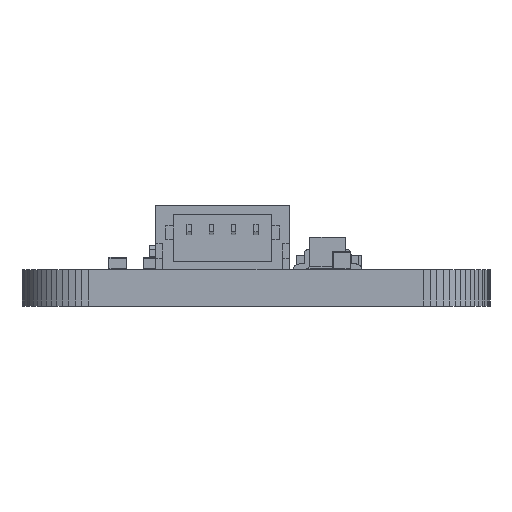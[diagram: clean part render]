
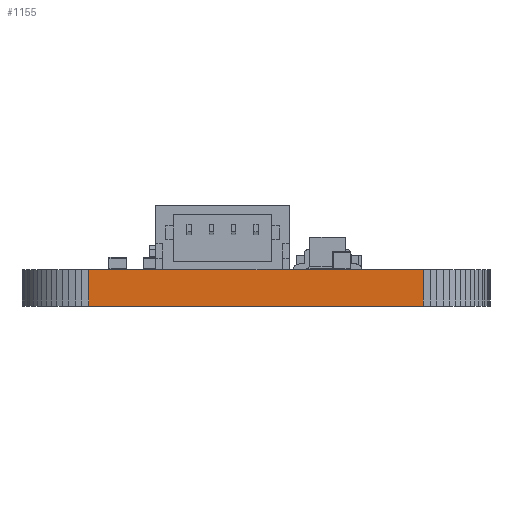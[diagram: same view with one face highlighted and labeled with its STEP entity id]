
A CAD part, left-side view. The second image highlights one B-rep face of the part: STEP entity #1155.
In plain terms, the highlighted planar face has unit normal (-1, 0, 0).
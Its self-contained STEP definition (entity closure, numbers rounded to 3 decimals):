
#1099 = VERTEX_POINT('',#1100);
#1100 = CARTESIAN_POINT('',(-1.,-3.,0.82));
#1106 = EDGE_CURVE('',#1107,#1099,#1109,.T.);
#1107 = VERTEX_POINT('',#1108);
#1108 = CARTESIAN_POINT('',(-1.,-3.,-0.82));
#1109 = LINE('',#1110,#1111);
#1110 = CARTESIAN_POINT('',(-1.,-3.,-0.82));
#1111 = VECTOR('',#1112,1.);
#1112 = DIRECTION('',(0.,0.,1.));
#1155 = ADVANCED_FACE('',(#1156),#1181,.F.);
#1156 = FACE_BOUND('',#1157,.F.);
#1157 = EDGE_LOOP('',(#1158,#1159,#1167,#1175));
#1158 = ORIENTED_EDGE('',*,*,#1106,.T.);
#1159 = ORIENTED_EDGE('',*,*,#1160,.T.);
#1160 = EDGE_CURVE('',#1099,#1161,#1163,.T.);
#1161 = VERTEX_POINT('',#1162);
#1162 = CARTESIAN_POINT('',(-1.,-18.,0.82));
#1163 = LINE('',#1164,#1165);
#1164 = CARTESIAN_POINT('',(-1.,-3.,0.82));
#1165 = VECTOR('',#1166,1.);
#1166 = DIRECTION('',(0.,-1.,0.));
#1167 = ORIENTED_EDGE('',*,*,#1168,.F.);
#1168 = EDGE_CURVE('',#1169,#1161,#1171,.T.);
#1169 = VERTEX_POINT('',#1170);
#1170 = CARTESIAN_POINT('',(-1.,-18.,-0.82));
#1171 = LINE('',#1172,#1173);
#1172 = CARTESIAN_POINT('',(-1.,-18.,-0.82));
#1173 = VECTOR('',#1174,1.);
#1174 = DIRECTION('',(0.,0.,1.));
#1175 = ORIENTED_EDGE('',*,*,#1176,.F.);
#1176 = EDGE_CURVE('',#1107,#1169,#1177,.T.);
#1177 = LINE('',#1178,#1179);
#1178 = CARTESIAN_POINT('',(-1.,-3.,-0.82));
#1179 = VECTOR('',#1180,1.);
#1180 = DIRECTION('',(0.,-1.,0.));
#1181 = PLANE('',#1182);
#1182 = AXIS2_PLACEMENT_3D('',#1183,#1184,#1185);
#1183 = CARTESIAN_POINT('',(-1.,-3.,-0.82));
#1184 = DIRECTION('',(1.,0.,0.));
#1185 = DIRECTION('',(0.,-1.,0.));
